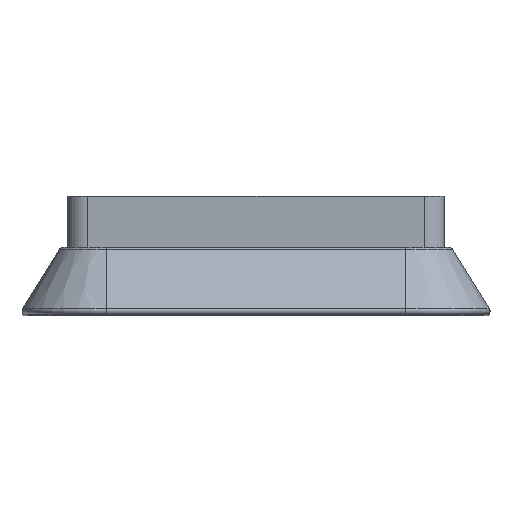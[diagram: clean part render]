
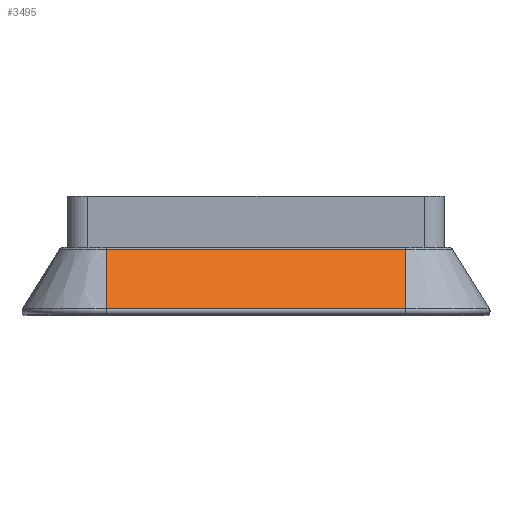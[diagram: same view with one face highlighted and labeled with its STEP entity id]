
A CAD part, top view. The second image highlights one B-rep face of the part: STEP entity #3495.
In plain terms, the highlighted planar face has unit normal (0, 0.527, 0.85).
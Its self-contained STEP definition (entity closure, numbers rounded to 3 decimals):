
#355=FACE_OUTER_BOUND('',#565,.T.);
#565=EDGE_LOOP('',(#2877,#2878,#2879,#2880));
#876=LINE('',#5981,#1169);
#880=LINE('',#6003,#1173);
#881=LINE('',#6006,#1174);
#882=LINE('',#6007,#1175);
#1169=VECTOR('',#4552,10.);
#1173=VECTOR('',#4580,10.);
#1174=VECTOR('',#4583,10.);
#1175=VECTOR('',#4584,10.);
#1584=VERTEX_POINT('',#5974);
#1586=VERTEX_POINT('',#5980);
#1592=VERTEX_POINT('',#6001);
#1593=VERTEX_POINT('',#6005);
#2019=EDGE_CURVE('',#1586,#1584,#876,.T.);
#2031=EDGE_CURVE('',#1592,#1584,#880,.T.);
#2032=EDGE_CURVE('',#1593,#1592,#881,.T.);
#2033=EDGE_CURVE('',#1593,#1586,#882,.T.);
#2877=ORIENTED_EDGE('',*,*,#2032,.T.);
#2878=ORIENTED_EDGE('',*,*,#2031,.T.);
#2879=ORIENTED_EDGE('',*,*,#2019,.F.);
#2880=ORIENTED_EDGE('',*,*,#2033,.F.);
#3126=PLANE('',#3788);
#3495=ADVANCED_FACE('',(#355),#3126,.T.);
#3788=AXIS2_PLACEMENT_3D('',#6004,#4581,#4582);
#4552=DIRECTION('',(0.,0.85,-0.527));
#4580=DIRECTION('',(-1.,0.,0.));
#4581=DIRECTION('center_axis',(0.,0.527,
0.85));
#4582=DIRECTION('ref_axis',(0.,0.85,-0.527));
#4583=DIRECTION('',(0.,0.85,-0.527));
#4584=DIRECTION('',(-1.,0.,0.));
#5974=CARTESIAN_POINT('',(-7.55,1.705,18.22));
#5980=CARTESIAN_POINT('',(-7.55,-1.295,20.08));
#5981=CARTESIAN_POINT('',(-7.55,1.705,18.22));
#6001=CARTESIAN_POINT('',(7.55,1.705,18.22));
#6003=CARTESIAN_POINT('',(7.55,1.705,18.22));
#6004=CARTESIAN_POINT('Origin',(7.55,-1.295,20.08));
#6005=CARTESIAN_POINT('',(7.55,-1.295,20.08));
#6006=CARTESIAN_POINT('',(7.55,1.705,18.22));
#6007=CARTESIAN_POINT('',(7.55,-1.295,20.08));
